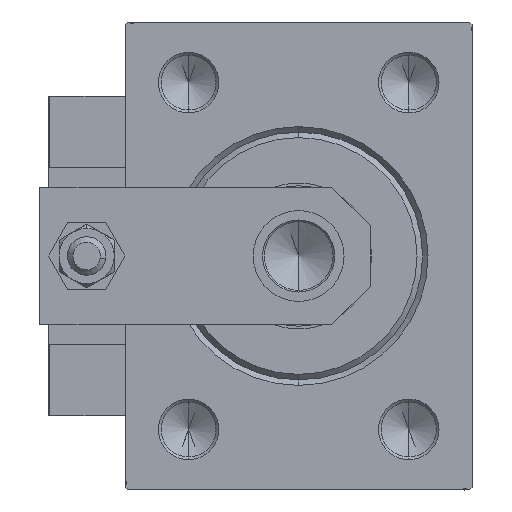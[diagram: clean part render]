
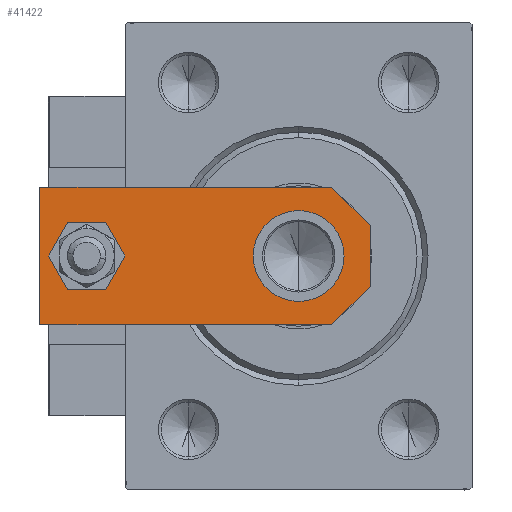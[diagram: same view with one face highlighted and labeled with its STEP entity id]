
A CAD part, left-side view. The second image highlights one B-rep face of the part: STEP entity #41422.
In plain terms, the highlighted face is planar.
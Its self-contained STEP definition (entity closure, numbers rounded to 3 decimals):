
#210 = FACE_BOUND ( 'NONE', #4376, .T. ) ;
#438 = CARTESIAN_POINT ( 'NONE',  ( 12.5, 60., 6. ) ) ;
#945 = DIRECTION ( 'NONE',  ( 0.707, 0.707, 0. ) ) ;
#1600 = ORIENTED_EDGE ( 'NONE', *, *, #4839, .T. ) ;
#3631 = CARTESIAN_POINT ( 'NONE',  ( 12.5, 0., 6. ) ) ;
#3928 = EDGE_CURVE ( 'NONE', #17168, #37510, #23910, .T. ) ;
#4132 = DIRECTION ( 'NONE',  ( 1., 0., 0. ) ) ;
#4150 = EDGE_LOOP ( 'NONE', ( #1600, #16078, #44960, #13180, #24802, #30023 ) ) ;
#4376 = EDGE_LOOP ( 'NONE', ( #43889, #43439 ) ) ;
#4512 = DIRECTION ( 'NONE',  ( 0., -1., 0. ) ) ;
#4839 = EDGE_CURVE ( 'NONE', #12162, #17168, #8714, .T. ) ;
#5154 = EDGE_CURVE ( 'NONE', #45316, #43905, #20409, .T. ) ;
#5569 = EDGE_CURVE ( 'NONE', #32175, #27892, #15108, .T. ) ;
#6018 = VERTEX_POINT ( 'NONE', #36764 ) ;
#7350 = DIRECTION ( 'NONE',  ( 0., 0., 1. ) ) ;
#7854 = AXIS2_PLACEMENT_3D ( 'NONE', #16332, #32868, #44185 ) ;
#8079 = DIRECTION ( 'NONE',  ( 0., 1., 0. ) ) ;
#8697 = VECTOR ( 'NONE', #41986, 1000. ) ;
#8714 = LINE ( 'NONE', #24491, #25132 ) ;
#8863 = CARTESIAN_POINT ( 'NONE',  ( 0., 13., 6. ) ) ;
#10104 = CARTESIAN_POINT ( 'NONE',  ( 12.5, 7., 6. ) ) ;
#10434 = DIRECTION ( 'NONE',  ( 1., 0., 0. ) ) ;
#10610 = DIRECTION ( 'NONE',  ( 1., 0., 0. ) ) ;
#12162 = VERTEX_POINT ( 'NONE', #30049 ) ;
#13180 = ORIENTED_EDGE ( 'NONE', *, *, #15268, .T. ) ;
#13590 = DIRECTION ( 'NONE',  ( 0., 0., 1. ) ) ;
#15108 = CIRCLE ( 'NONE', #22666, 8.25 ) ;
#15268 = EDGE_CURVE ( 'NONE', #6018, #45316, #49047, .T. ) ;
#16078 = ORIENTED_EDGE ( 'NONE', *, *, #3928, .T. ) ;
#16332 = CARTESIAN_POINT ( 'NONE',  ( 0., 51.5, 6. ) ) ;
#16639 = CARTESIAN_POINT ( 'NONE',  ( -4., 51.5, 6. ) ) ;
#17168 = VERTEX_POINT ( 'NONE', #43297 ) ;
#18375 = AXIS2_PLACEMENT_3D ( 'NONE', #8863, #48037, #4132 ) ;
#18458 = CARTESIAN_POINT ( 'NONE',  ( 4., 51.5, 6. ) ) ;
#20200 = DIRECTION ( 'NONE',  ( 0.707, -0.707, 0. ) ) ;
#20409 = LINE ( 'NONE', #3631, #24310 ) ;
#20873 = CIRCLE ( 'NONE', #18375, 8.25 ) ;
#22666 = AXIS2_PLACEMENT_3D ( 'NONE', #30818, #50543, #10610 ) ;
#23910 = LINE ( 'NONE', #39943, #31946 ) ;
#24310 = VECTOR ( 'NONE', #8079, 1000. ) ;
#24491 = CARTESIAN_POINT ( 'NONE',  ( -12.5, 60., 6. ) ) ;
#24802 = ORIENTED_EDGE ( 'NONE', *, *, #5154, .T. ) ;
#25132 = VECTOR ( 'NONE', #4512, 1000. ) ;
#25196 = VERTEX_POINT ( 'NONE', #18458 ) ;
#26212 = LINE ( 'NONE', #33559, #8697 ) ;
#26957 = DIRECTION ( 'NONE',  ( -1., 0., 0. ) ) ;
#27569 = PLANE ( 'NONE',  #33108 ) ;
#27892 = VERTEX_POINT ( 'NONE', #41241 ) ;
#28889 = EDGE_CURVE ( 'NONE', #27892, #32175, #20873, .T. ) ;
#29731 = VECTOR ( 'NONE', #26957, 1000. ) ;
#30023 = ORIENTED_EDGE ( 'NONE', *, *, #44044, .T. ) ;
#30049 = CARTESIAN_POINT ( 'NONE',  ( -12.5, 60., 6. ) ) ;
#30818 = CARTESIAN_POINT ( 'NONE',  ( 0., 13., 6. ) ) ;
#31341 = CIRCLE ( 'NONE', #7854, 4. ) ;
#31946 = VECTOR ( 'NONE', #20200, 1000. ) ;
#32175 = VERTEX_POINT ( 'NONE', #34078 ) ;
#32284 = DIRECTION ( 'NONE',  ( 1., 0., 0. ) ) ;
#32868 = DIRECTION ( 'NONE',  ( 0., 0., 1. ) ) ;
#33081 = VECTOR ( 'NONE', #945, 1000. ) ;
#33108 = AXIS2_PLACEMENT_3D ( 'NONE', #43357, #7350, #32284 ) ;
#33559 = CARTESIAN_POINT ( 'NONE',  ( -12.5, 0., 6. ) ) ;
#34078 = CARTESIAN_POINT ( 'NONE',  ( -8.25, 13., 6. ) ) ;
#36213 = FACE_BOUND ( 'NONE', #49265, .T. ) ;
#36764 = CARTESIAN_POINT ( 'NONE',  ( 5.5, 0., 6. ) ) ;
#36945 = CARTESIAN_POINT ( 'NONE',  ( 2.75, -2.75, 6. ) ) ;
#37506 = VERTEX_POINT ( 'NONE', #16639 ) ;
#37510 = VERTEX_POINT ( 'NONE', #44765 ) ;
#37863 = EDGE_CURVE ( 'NONE', #25196, #37506, #31341, .T. ) ;
#39041 = EDGE_CURVE ( 'NONE', #37510, #6018, #26212, .T. ) ;
#39943 = CARTESIAN_POINT ( 'NONE',  ( -2.75, -2.75, 6. ) ) ;
#41241 = CARTESIAN_POINT ( 'NONE',  ( 8.25, 13., 6. ) ) ;
#41422 = ADVANCED_FACE ( 'NONE', ( #36213, #51993, #210 ), #27569, .T. ) ;
#41808 = ORIENTED_EDGE ( 'NONE', *, *, #51928, .F. ) ;
#41986 = DIRECTION ( 'NONE',  ( 1., 0., 0. ) ) ;
#43297 = CARTESIAN_POINT ( 'NONE',  ( -12.5, 7., 6. ) ) ;
#43357 = CARTESIAN_POINT ( 'NONE',  ( 0., 0., 6. ) ) ;
#43439 = ORIENTED_EDGE ( 'NONE', *, *, #28889, .F. ) ;
#43643 = CIRCLE ( 'NONE', #45302, 4. ) ;
#43889 = ORIENTED_EDGE ( 'NONE', *, *, #5569, .F. ) ;
#43905 = VERTEX_POINT ( 'NONE', #438 ) ;
#44044 = EDGE_CURVE ( 'NONE', #43905, #12162, #46674, .T. ) ;
#44185 = DIRECTION ( 'NONE',  ( 1., 0., 0. ) ) ;
#44765 = CARTESIAN_POINT ( 'NONE',  ( -5.5, 0., 6. ) ) ;
#44960 = ORIENTED_EDGE ( 'NONE', *, *, #39041, .T. ) ;
#45302 = AXIS2_PLACEMENT_3D ( 'NONE', #45905, #13590, #10434 ) ;
#45316 = VERTEX_POINT ( 'NONE', #10104 ) ;
#45905 = CARTESIAN_POINT ( 'NONE',  ( 0., 51.5, 6. ) ) ;
#46674 = LINE ( 'NONE', #47204, #29731 ) ;
#46799 = ORIENTED_EDGE ( 'NONE', *, *, #37863, .F. ) ;
#47204 = CARTESIAN_POINT ( 'NONE',  ( 12.5, 60., 6. ) ) ;
#48037 = DIRECTION ( 'NONE',  ( 0., 0., 1. ) ) ;
#49047 = LINE ( 'NONE', #36945, #33081 ) ;
#49265 = EDGE_LOOP ( 'NONE', ( #41808, #46799 ) ) ;
#50543 = DIRECTION ( 'NONE',  ( 0., 0., 1. ) ) ;
#51928 = EDGE_CURVE ( 'NONE', #37506, #25196, #43643, .T. ) ;
#51993 = FACE_OUTER_BOUND ( 'NONE', #4150, .T. ) ;
